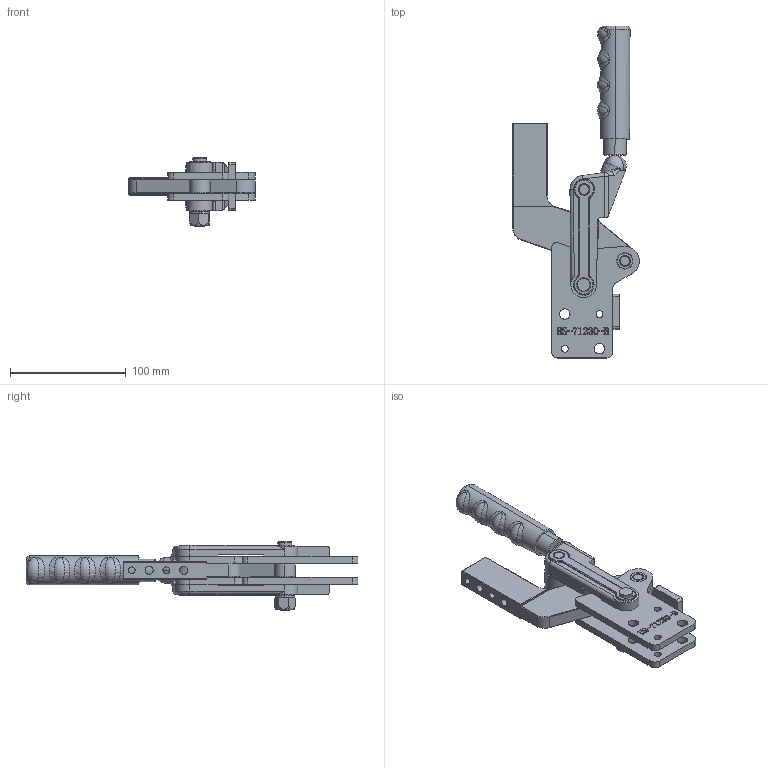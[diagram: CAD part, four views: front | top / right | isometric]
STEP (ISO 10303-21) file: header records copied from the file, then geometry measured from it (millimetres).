
FILE_DESCRIPTION (( 'STEP AP203' ), '1' );
FILE_NAME ('HS-71230B .STEP', '2019-08-29T03:21:03', ( '微软用户' ), ( '微软中国' ), 'SwSTEP 2.0', 'SolidWorks 2012', '' );
FILE_SCHEMA (( 'CONFIG_CONTROL_DESIGN' ));
Products named in the file (15): HS-71230B ; prevailing torque hex nuts2 class 9 gb_GB_HEXAGON_LOCK_TYPE5 M10-N; curved single coil spring lock washers gb_GB_FASTENER_WASHER_CSLW 10; 階杶; T倛种; 酗种; 眻种; 苤杶; 湮杶; 忒參翐; 忒參杶; 人头马; 蟀裝; 揤旋; 菁釱
Assembly tree (22 placements, depth 2):
  HS-71230B 
    菁釱
    揤旋
    蟀裝  x2
    人头马
    忒參杶
    忒參翐
    湮杶  x4
    苤杶  x4
    眻种  x2
    酗种
    T倛种
    階杶
    curved single coil spring lock washers gb_GB_FASTENER_WASHER_CSLW 10
    prevailing torque hex nuts2 class 9 gb_GB_HEXAGON_LOCK_TYPE5 M10-N
Bounding box: 109.67 x 287.39 x 59.5 mm (x, y, z)
Volume: 290529.3 mm3; surface area: 111366.5 mm2
Topology: 23 solids, 23 shells, 911 faces, 2293 edges, 1465 vertices
Faces by surface type: plane 367, bspline 221, cylinder 194, cone 122, torus 7
Entity records: 40487 total; most frequent: CARTESIAN_POINT 20398, ORIENTED_EDGE 4132, DIRECTION 3184, EDGE_CURVE 2066, VERTEX_POINT 1334, LINE 1154, VECTOR 1154, AXIS2_PLACEMENT_3D 1015
